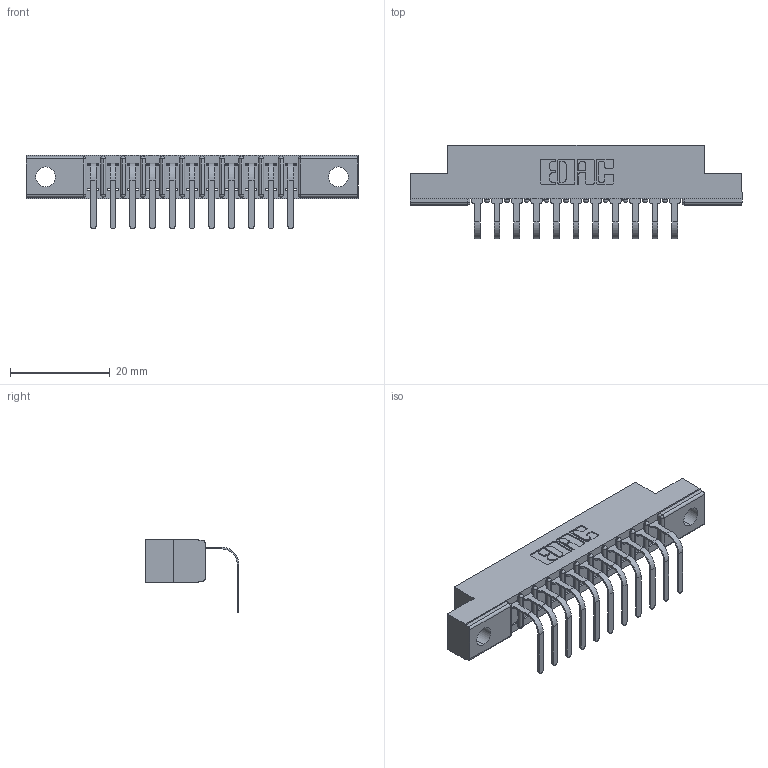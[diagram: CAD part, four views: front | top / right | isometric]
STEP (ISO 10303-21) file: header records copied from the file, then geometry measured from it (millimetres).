
FILE_DESCRIPTION (( 'STEP AP203' ), '1' );
FILE_NAME ('357-011-458-102.STEP', '2022-07-18T23:52:03', ( '' ), ( '' ), 'SwSTEP 2.0', 'SolidWorks 2020', '' );
FILE_SCHEMA (( 'CONFIG_CONTROL_DESIGN' ));
Length unit declared in the file: inch
Products named in the file (3): 307 Part_.128 Dia Mounting Holes; 357-011-458-102; 307-290-001_558 - 2 (Single)
Assembly tree (12 placements, depth 2):
  357-011-458-102
    307 Part_.128 Dia Mounting Holes
    307-290-001_558 - 2 (Single)  x11
Bounding box: 66.6 x 18.78 x 14.81 mm (x, y, z)
Volume: 4189.6 mm3; surface area: 6188.5 mm2
Topology: 12 solids, 12 shells, 790 faces, 2237 edges, 1442 vertices
Faces by surface type: plane 499, cylinder 267, sphere 24
Entity records: 13358 total; most frequent: CARTESIAN_POINT 2240, ORIENTED_EDGE 2226, DIRECTION 2197, EDGE_CURVE 1113, VECTOR 839, LINE 839, VERTEX_POINT 722, AXIS2_PLACEMENT_3D 679
